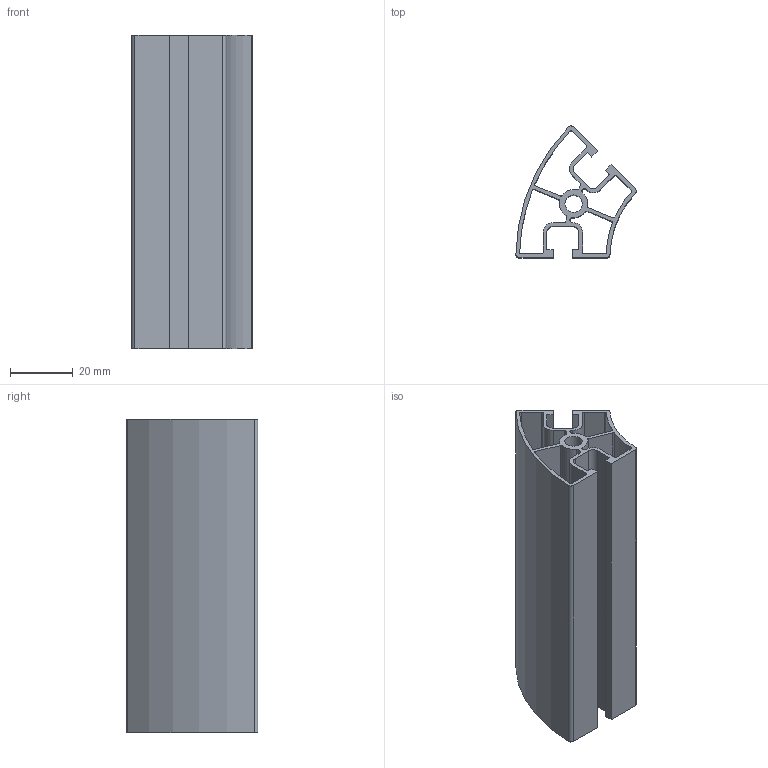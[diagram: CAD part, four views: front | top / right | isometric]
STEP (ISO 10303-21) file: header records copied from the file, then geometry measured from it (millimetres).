
FILE_DESCRIPTION(/* description */ ('Profil 30 R30x45°'),/* implementation_level */ '2;1');
FILE_NAME(/* name */ '103045.stp',/* time_stamp */ '2018-04-29T14:23:47+02:00',/* author */ ('Roudná'),/* organization */ ('Alutec K&K'),/* preprocessor_version */ 'ST-DEVELOPER v16.1',/* originating_system */ 'Autodesk Inventor 2016',/* authorisation */ '');
FILE_SCHEMA (('AUTOMOTIVE_DESIGN { 1 0 10303 214 3 1 1 }'));
Length unit declared in the file: millimetre
Products named in the file (1): 103045
Bounding box: 38.37 x 42.01 x 100 mm (x, y, z)
Volume: 28104.5 mm3; surface area: 41836.4 mm2
Topology: 1 solids, 1 shells, 87 faces, 255 edges, 170 vertices
Faces by surface type: cylinder 51, plane 36
Full cylindrical faces by diameter (mm): 5.5 x1
Entity records: 2970 total; most frequent: DIRECTION 532, CARTESIAN_POINT 512, ORIENTED_EDGE 508, EDGE_CURVE 254, AXIS2_PLACEMENT_3D 190, VERTEX_POINT 170, LINE 152, VECTOR 152
